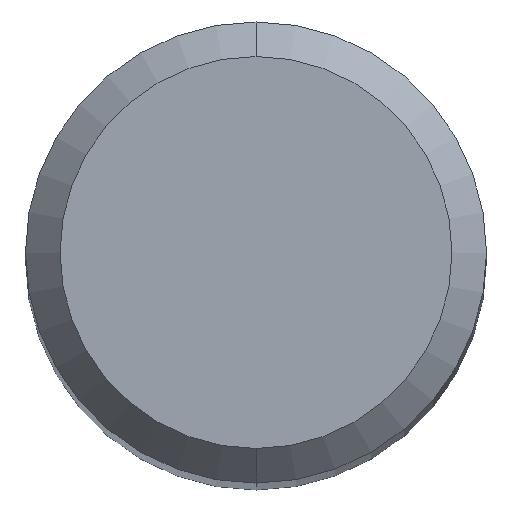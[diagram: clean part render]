
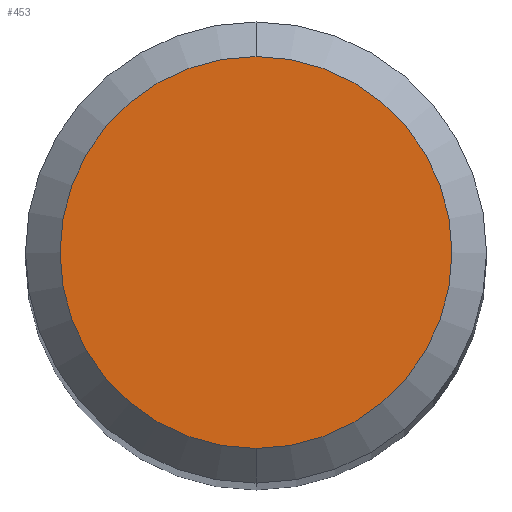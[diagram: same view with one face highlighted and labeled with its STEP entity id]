
A CAD part, top view. The second image highlights one B-rep face of the part: STEP entity #453.
In plain terms, the highlighted planar face has unit normal (0, 0, 1).
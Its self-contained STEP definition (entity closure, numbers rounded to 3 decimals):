
#453=ADVANCED_FACE('',(#1284),#1285,.T.);
#519=EDGE_CURVE('',#815,#1213,#1354,.T.);
#547=EDGE_CURVE('',#1213,#815,#1386,.T.);
#815=VERTEX_POINT('',#1679);
#1213=VERTEX_POINT('',#2109);
#1284=FACE_OUTER_BOUND('',#2178,.T.);
#1285=PLANE('',#2179);
#1354=CIRCLE('',#2486,1.7);
#1386=CIRCLE('',#2608,1.7);
#1679=CARTESIAN_POINT('',(0.,-1.7,0.0));
#2109=CARTESIAN_POINT('',(0.0,1.7,0.0));
#2178=EDGE_LOOP('',(#5959,#5960));
#2179=AXIS2_PLACEMENT_3D('',#5961,#5962,#5963);
#2486=AXIS2_PLACEMENT_3D('',#6017,#6018,#6019);
#2608=AXIS2_PLACEMENT_3D('',#6075,#6076,#6077);
#5959=ORIENTED_EDGE('',*,*,#547,.F.);
#5960=ORIENTED_EDGE('',*,*,#519,.F.);
#5961=CARTESIAN_POINT('',(0.0,0.85,0.0));
#5962=DIRECTION('',(-0.0,0.0,1.0));
#5963=DIRECTION('',(0.0,-1.0,0.0));
#6017=CARTESIAN_POINT('',(0.0,0.0,0.0));
#6018=DIRECTION('',(0.0,0.0,-1.0));
#6019=DIRECTION('',(0.0,1.0,0.0));
#6075=CARTESIAN_POINT('',(0.0,0.0,0.0));
#6076=DIRECTION('',(0.0,0.0,-1.0));
#6077=DIRECTION('',(0.0,1.0,0.0));
